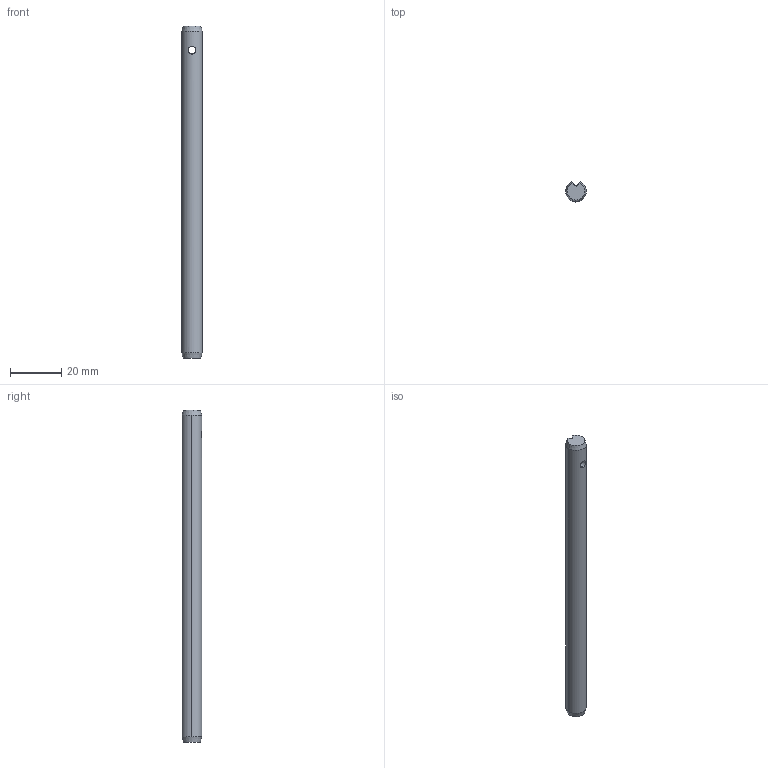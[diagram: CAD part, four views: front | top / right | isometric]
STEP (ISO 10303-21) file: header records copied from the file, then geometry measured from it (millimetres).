
FILE_DESCRIPTION (( 'STEP AP214' ), '1' );
FILE_NAME ('OM-003-010-120_01-STEP.STEP', '2024-09-27T14:36:50', ( '' ), ( '' ), 'SwSTEP 2.0', 'SolidWorks 2022', '' );
FILE_SCHEMA (( 'AUTOMOTIVE_DESIGN' ));
Length unit declared in the file: millimetre
Products named in the file (1): OM-003-010-120_01-STEP
Bounding box: 8 x 7.65 x 130 mm (x, y, z)
Volume: 6011.6 mm3; surface area: 3545.6 mm2
Topology: 1 solids, 1 shells, 15 faces, 36 edges, 22 vertices
Faces by surface type: cone 6, cylinder 5, plane 4
Entity records: 522 total; most frequent: CARTESIAN_POINT 142, ORIENTED_EDGE 72, DIRECTION 72, EDGE_CURVE 36, AXIS2_PLACEMENT_3D 28, VERTEX_POINT 22, EDGE_LOOP 16, VECTOR 16
